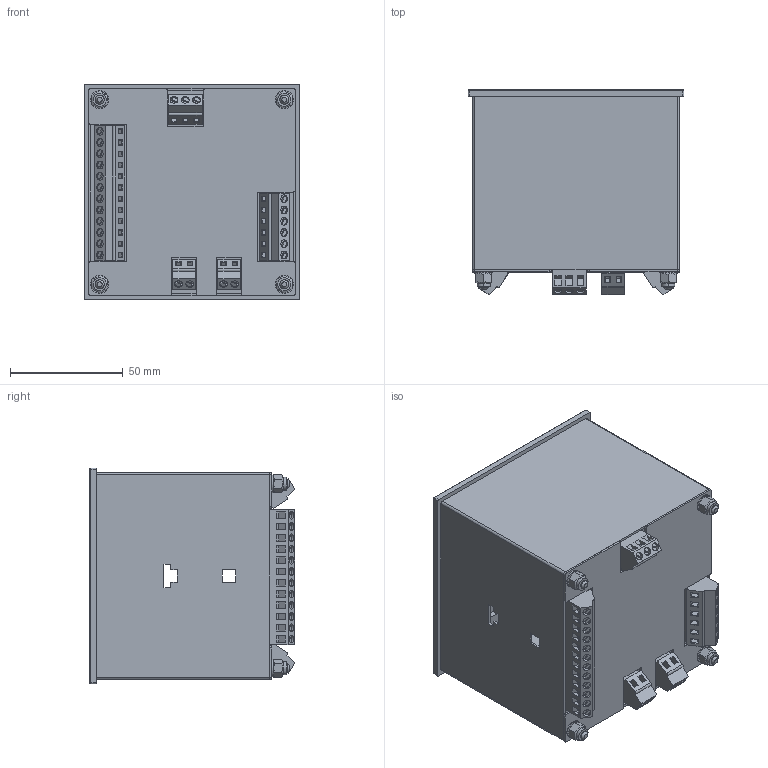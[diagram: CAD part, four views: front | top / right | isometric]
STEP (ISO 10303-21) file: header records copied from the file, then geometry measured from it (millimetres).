
FILE_DESCRIPTION(('TFLEX Exchange Step'),'2;1');
FILE_NAME('3D-модель прибора 12Т6.stp', '2020-10-19T18:15:55+05:00',('Alex'),('Unknown organisation'),'TFLEX Exchange 2019.1','T-FLEX CAD','Unknown authorisation');
FILE_SCHEMA( ('AUTOMOTIVE_DESIGN { 1 0 10303 214 1 1 1 1 }') );
Length unit declared in the file: millimetre
Products named in the file (15): Клемма:3; Клемма; Клемма кр:4; Клемма кр; Клемма:7; Клемма:13; <Гайки стопорные>Гайка ГОСТ Р 50273-92; <Шайбы>Шайба ГОСТ 10450-78; <Шпильки>Шпилька ГОСТ 22038-76; Этикетка:52; Этикетка; Корпус; _12Т6
Assembly tree (46 placements, depth 3):
  _12Т6
    Клемма  x2
      Клемма:3
    Клемма кр
      Клемма кр:4  x3
    Клемма
      Клемма:7  x6
    Клемма
      Клемма:13  x12
    <Гайки стопорные>Гайка ГОСТ Р 50273-92  x4
    <Шайбы>Шайба ГОСТ 10450-78  x4
    <Шпильки>Шпилька ГОСТ 22038-76  x4
    Этикетка
      Этикетка:52  x4
    Корпус
Bounding box: 96 x 91.33 x 96 mm (x, y, z)
Volume: 81921.2 mm3; surface area: 137718.8 mm2
Topology: 99 solids, 99 shells, 1477 faces, 3522 edges, 2296 vertices
Faces by surface type: plane 1178, cylinder 196, bspline 55, cone 28, torus 16, sphere 4
Full cylindrical faces by diameter (mm): 3.242 x4, 3.5 x50
Entity records: 35208 total; most frequent: CARTESIAN_POINT 6846, ORIENTED_EDGE 5688, DIRECTION 5575, EDGE_CURVE 2844, VECTOR 2223, LINE 2223, VERTEX_POINT 1859, AXIS2_PLACEMENT_3D 1676
